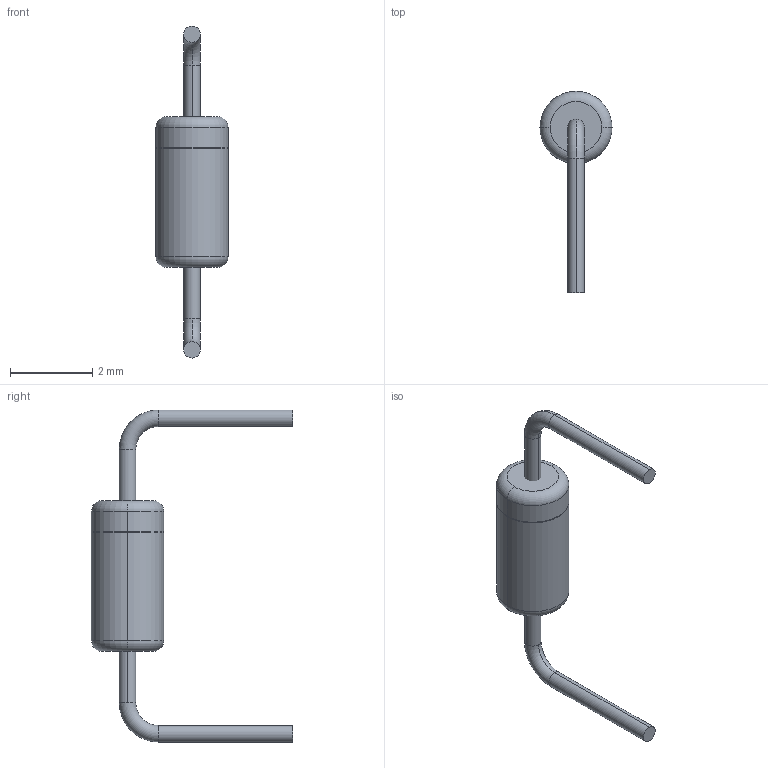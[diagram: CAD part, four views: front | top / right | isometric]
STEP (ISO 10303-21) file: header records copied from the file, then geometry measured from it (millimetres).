
FILE_DESCRIPTION (( 'STEP AP214' ), '1' );
FILE_NAME ('1N4148 (LL-34).STEP', '2024-03-08T11:59:39', ( '' ), ( '' ), 'SwSTEP 2.0', 'SolidWorks 2024', '' );
FILE_SCHEMA (( 'AUTOMOTIVE_DESIGN' ));
Length unit declared in the file: millimetre
Products named in the file (1): 1N4148 (LL-34)
Bounding box: 1.75 x 4.88 x 8.05 mm (x, y, z)
Volume: 10.5 mm3; surface area: 42.9 mm2
Topology: 2 solids, 2 shells, 28 faces, 56 edges, 34 vertices
Faces by surface type: cylinder 14, torus 8, plane 6
Entity records: 1038 total; most frequent: DIRECTION 156, CARTESIAN_POINT 119, ORIENTED_EDGE 112, AXIS2_PLACEMENT_3D 71, EDGE_CURVE 56, CIRCLE 42, VERTEX_POINT 34, EDGE_LOOP 30
